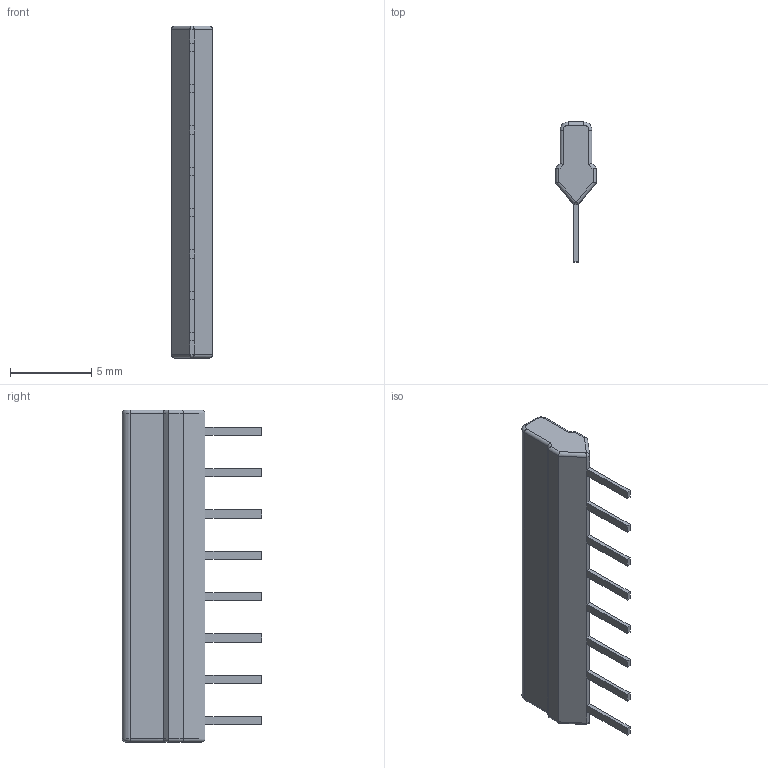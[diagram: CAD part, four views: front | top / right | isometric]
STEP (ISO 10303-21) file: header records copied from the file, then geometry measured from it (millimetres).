
FILE_DESCRIPTION(('STEP AP203'), '1');
FILE_NAME('HP1-4-8M ', '2024-04-26T13:32:02', ('ava'), (''), 'ASCON STEP Converter 1.3', 'ASCON Math Kernel', '');
FILE_SCHEMA(('CONFIG_CONTROL_DESIGN'));
Length unit declared in the file: millimetre
Products named in the file (1): 8
Bounding box: 2.5 x 8.58 x 20.4 mm (x, y, z)
Volume: 200.3 mm3; surface area: 323.8 mm2
Topology: 1 solids, 1 shells, 86 faces, 196 edges, 112 vertices
Faces by surface type: plane 60, cylinder 22, torus 4
Entity records: 2716 total; most frequent: CARTESIAN_POINT 443, ORIENTED_EDGE 392, DIRECTION 370, EDGE_CURVE 196, LINE 164, VECTOR 164, VERTEX_POINT 112, AXIS2_PLACEMENT_3D 103
